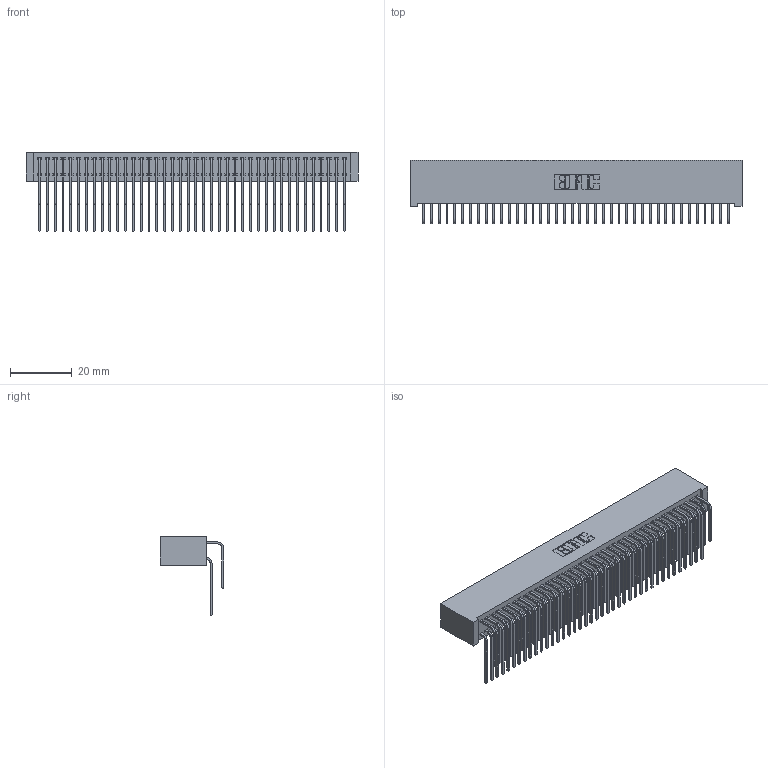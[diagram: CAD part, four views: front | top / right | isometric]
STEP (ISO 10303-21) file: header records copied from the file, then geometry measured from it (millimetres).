
FILE_DESCRIPTION (( 'STEP AP203' ), '1' );
FILE_NAME ('342-080-559-201.STEP', '2019-10-04T11:52:00', ( '' ), ( '' ), 'SwSTEP 2.0', 'SolidWorks 2016', '' );
FILE_SCHEMA (( 'CONFIG_CONTROL_DESIGN' ));
Length unit declared in the file: inch
Products named in the file (4): 345-292-001_558 559 Tail - 1; 345-292-001_559 Tail - 2; 342-080-559-201; 342 Part_Lugless
Assembly tree (81 placements, depth 2):
  342-080-559-201
    342 Part_Lugless
    345-292-001_558 559 Tail - 1  x40
    345-292-001_559 Tail - 2  x40
Bounding box: 107.85 x 20.64 x 25.78 mm (x, y, z)
Volume: 10581.7 mm3; surface area: 19709 mm2
Topology: 81 solids, 81 shells, 4422 faces, 13155 edges, 8662 vertices
Faces by surface type: plane 3102, cylinder 1320
Entity records: 27367 total; most frequent: CARTESIAN_POINT 4585, ORIENTED_EDGE 4470, DIRECTION 3895, EDGE_CURVE 2235, LINE 2075, VECTOR 2075, VERTEX_POINT 1486, AXIS2_PLACEMENT_3D 910
